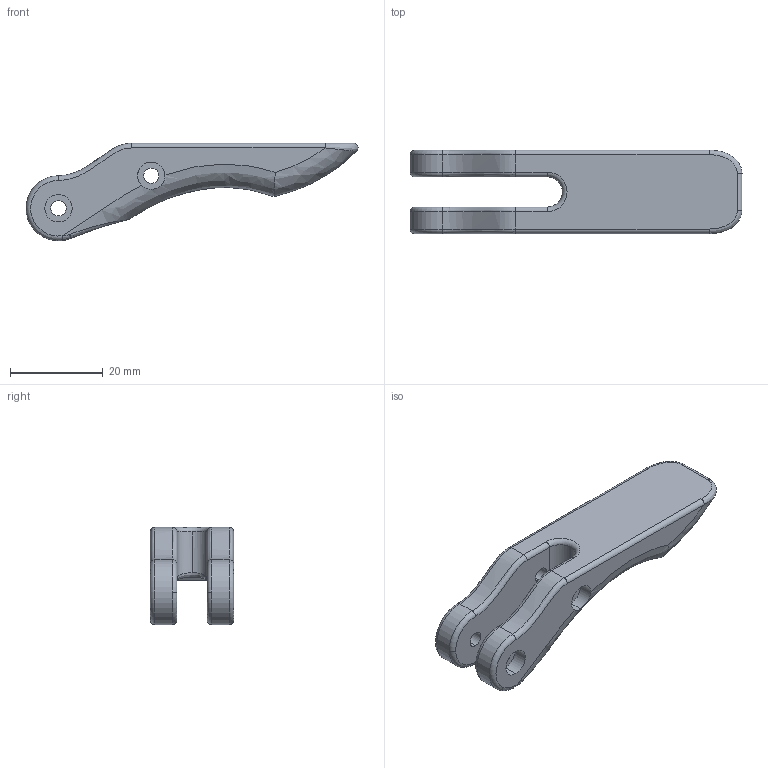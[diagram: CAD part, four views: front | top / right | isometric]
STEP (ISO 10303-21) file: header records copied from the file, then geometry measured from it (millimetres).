
FILE_DESCRIPTION (( 'STEP AP203' ), '1' );
FILE_NAME ('Gripper Right B_Predeterminado_sldprt.STEP', '2024-02-29T15:20:04', ( '' ), ( '' ), 'SwSTEP 2.0', 'SolidWorks 2022', '' );
FILE_SCHEMA (( 'CONFIG_CONTROL_DESIGN' ));
Length unit declared in the file: millimetre
Products named in the file (1): Gripper Right B_Predeterminado_sldprt
Bounding box: 71.54 x 18 x 20.99 mm (x, y, z)
Volume: 10285 mm3; surface area: 4729 mm2
Topology: 1 solids, 1 shells, 82 faces, 202 edges, 122 vertices
Faces by surface type: bspline 27, cylinder 23, plane 21, torus 7, sphere 4
Entity records: 4127 total; most frequent: CARTESIAN_POINT 2256, ORIENTED_EDGE 400, DIRECTION 338, EDGE_CURVE 200, AXIS2_PLACEMENT_3D 135, VERTEX_POINT 122, EDGE_LOOP 92, FACE_OUTER_BOUND 82
